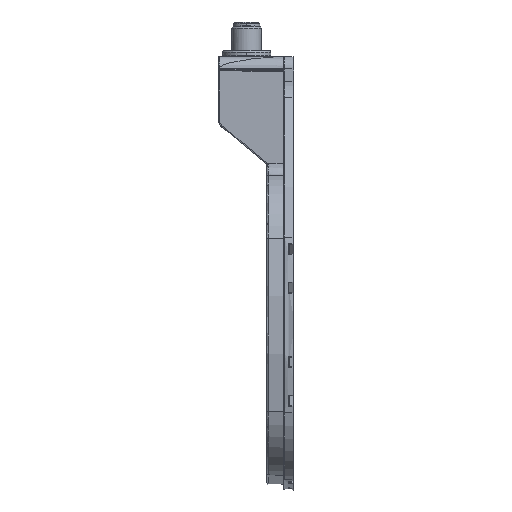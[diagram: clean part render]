
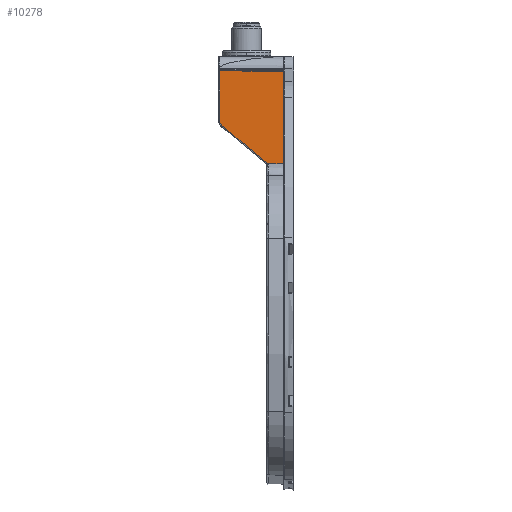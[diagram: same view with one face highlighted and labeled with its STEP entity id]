
A CAD part, left-side view. The second image highlights one B-rep face of the part: STEP entity #10278.
In plain terms, the highlighted planar face has unit normal (-1, 0.018, 0).
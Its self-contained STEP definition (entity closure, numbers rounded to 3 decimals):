
#618 = VECTOR ( 'NONE', #68187, 39.37 ) ;
#674 = CARTESIAN_POINT ( 'NONE',  ( -2.383, 1.211, -1.734 ) ) ;
#1175 = CARTESIAN_POINT ( 'NONE',  ( -2.383, 1.198, -1.077 ) ) ;
#1900 = EDGE_CURVE ( 'NONE', #71691, #18543, #68342, .T. ) ;
#3342 = VECTOR ( 'NONE', #6726, 39.37 ) ;
#6726 = DIRECTION ( 'NONE',  ( 0.013, 0.766, 0.643 ) ) ;
#7253 = CARTESIAN_POINT ( 'NONE',  ( -2.383, 1.191, -0.226 ) ) ;
#7604 = CARTESIAN_POINT ( 'NONE',  ( 340.435, 19641.246, -1.734 ) ) ;
#10278 = ADVANCED_FACE ( 'NONE', ( #16156 ), #51100, .F. ) ;
#11516 = CARTESIAN_POINT ( 'NONE',  ( -2.384, 1.167, -1.103 ) ) ;
#14410 = EDGE_CURVE ( 'NONE', #44732, #48691, #23284, .T. ) ;
#15546 = CARTESIAN_POINT ( 'NONE',  ( -2.383, 1.191, -1.036 ) ) ;
#16156 = FACE_OUTER_BOUND ( 'NONE', #36622, .T. ) ;
#16618 = ORIENTED_EDGE ( 'NONE', *, *, #35599, .F. ) ;
#18543 = VERTEX_POINT ( 'NONE', #43963 ) ;
#19701 = VERTEX_POINT ( 'NONE', #24345 ) ;
#22056 = DIRECTION ( 'NONE',  ( -0.017, -1., 0. ) ) ;
#23284 = LINE ( 'NONE', #29174, #36539 ) ;
#23432 = B_SPLINE_CURVE_WITH_KNOTS ( 'NONE', 3,
 ( #39468, #11516, #49441, #56425, #71532, #15546 ),
 .UNSPECIFIED., .F., .F.,
 ( 4, 2, 4 ),
 ( 0., 0.5, 1. ),
 .UNSPECIFIED. ) ;
#24345 = CARTESIAN_POINT ( 'NONE',  ( -2.401, 0.156, -0.244 ) ) ;
#24679 = LINE ( 'NONE', #47159, #618 ) ;
#25474 = ORIENTED_EDGE ( 'NONE', *, *, #70195, .F. ) ;
#27265 = AXIS2_PLACEMENT_3D ( 'NONE', #674, #68058, #66614 ) ;
#27741 = VECTOR ( 'NONE', #22056, 39.37 ) ;
#29174 = CARTESIAN_POINT ( 'NONE',  ( -2.383, 1.191, -1.734 ) ) ;
#31289 = EDGE_CURVE ( 'NONE', #71691, #40440, #57144, .T. ) ;
#35599 = EDGE_CURVE ( 'NONE', #40440, #44732, #23432, .T. ) ;
#36512 = DIRECTION ( 'NONE',  ( 0., 0., -1. ) ) ;
#36539 = VECTOR ( 'NONE', #63065, 39.37 ) ;
#36622 = EDGE_LOOP ( 'NONE', ( #16618, #58025, #49413, #25474, #53390, #66952 ) ) ;
#36667 = VECTOR ( 'NONE', #36512, 39.37 ) ;
#39468 = CARTESIAN_POINT ( 'NONE',  ( -2.384, 1.156, -1.112 ) ) ;
#40440 = VERTEX_POINT ( 'NONE', #42924 ) ;
#41675 = LINE ( 'NONE', #70394, #36667 ) ;
#42924 = CARTESIAN_POINT ( 'NONE',  ( -2.384, 1.156, -1.112 ) ) ;
#43963 = CARTESIAN_POINT ( 'NONE',  ( -2.401, 0.156, -1.734 ) ) ;
#44270 = EDGE_CURVE ( 'NONE', #48691, #19701, #24679, .T. ) ;
#44732 = VERTEX_POINT ( 'NONE', #48274 ) ;
#47159 = CARTESIAN_POINT ( 'NONE',  ( -2.383, 1.191, -0.226 ) ) ;
#48274 = CARTESIAN_POINT ( 'NONE',  ( -2.383, 1.191, -1.036 ) ) ;
#48691 = VERTEX_POINT ( 'NONE', #7253 ) ;
#49413 = ORIENTED_EDGE ( 'NONE', *, *, #1900, .T. ) ;
#49441 = CARTESIAN_POINT ( 'NONE',  ( -2.384, 1.176, -1.091 ) ) ;
#51100 = PLANE ( 'NONE',  #27265 ) ;
#53390 = ORIENTED_EDGE ( 'NONE', *, *, #44270, .F. ) ;
#56425 = CARTESIAN_POINT ( 'NONE',  ( -2.383, 1.188, -1.065 ) ) ;
#57144 = LINE ( 'NONE', #1175, #3342 ) ;
#58025 = ORIENTED_EDGE ( 'NONE', *, *, #31289, .F. ) ;
#62015 = CARTESIAN_POINT ( 'NONE',  ( -2.397, 0.415, -1.734 ) ) ;
#63065 = DIRECTION ( 'NONE',  ( 0., 0., 1. ) ) ;
#66614 = DIRECTION ( 'NONE',  ( 0.017, 1., 0. ) ) ;
#66952 = ORIENTED_EDGE ( 'NONE', *, *, #14410, .F. ) ;
#68058 = DIRECTION ( 'NONE',  ( 1., -0.017, 0. ) ) ;
#68187 = DIRECTION ( 'NONE',  ( -0.017, -1., -0.017 ) ) ;
#68342 = LINE ( 'NONE', #7604, #27741 ) ;
#70195 = EDGE_CURVE ( 'NONE', #19701, #18543, #41675, .T. ) ;
#70394 = CARTESIAN_POINT ( 'NONE',  ( -2.401, 0.156, -1.734 ) ) ;
#71532 = CARTESIAN_POINT ( 'NONE',  ( -2.383, 1.191, -1.051 ) ) ;
#71691 = VERTEX_POINT ( 'NONE', #62015 ) ;
